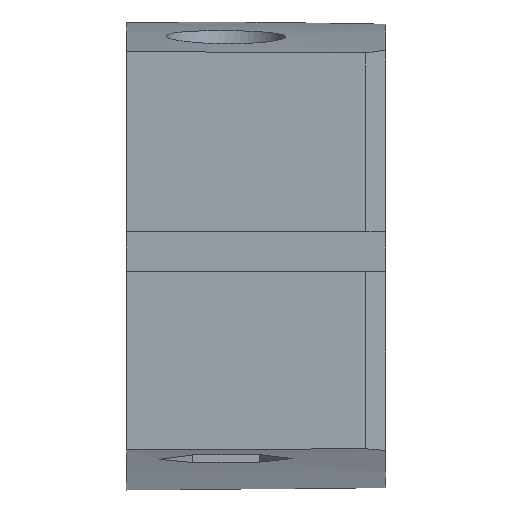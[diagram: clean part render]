
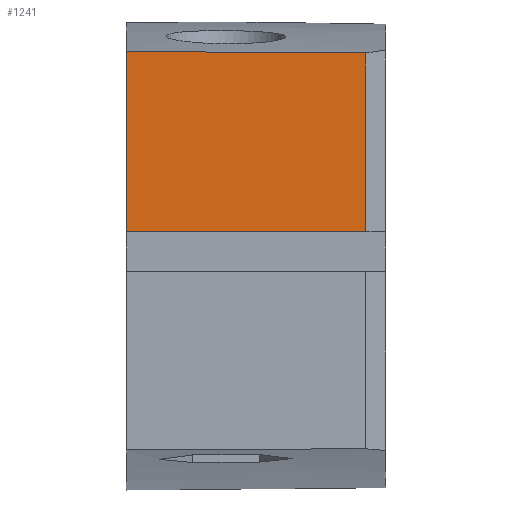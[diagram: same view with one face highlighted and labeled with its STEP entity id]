
A CAD part, front view. The second image highlights one B-rep face of the part: STEP entity #1241.
In plain terms, the highlighted planar face has unit normal (0, -1, 0).
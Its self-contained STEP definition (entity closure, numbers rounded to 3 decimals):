
#119=B_SPLINE_CURVE_WITH_KNOTS('',3,(#2811,#2812,#2813,#2814),
 .UNSPECIFIED.,.F.,.F.,(4,4),(-1.2,0.),.UNSPECIFIED.);
#150=LINE('',#1563,#234);
#161=LINE('',#1619,#245);
#202=LINE('',#2810,#286);
#234=VECTOR('',#1354,10.);
#245=VECTOR('',#1371,10.);
#286=VECTOR('',#1466,10.);
#335=PLANE('',#1310);
#398=FACE_OUTER_BOUND('',#470,.T.);
#470=EDGE_LOOP('',(#1069,#1070,#1071,#1072));
#521=VERTEX_POINT('',#1560);
#522=VERTEX_POINT('',#1562);
#535=VERTEX_POINT('',#1617);
#617=VERTEX_POINT('',#2809);
#648=EDGE_CURVE('',#522,#521,#150,.T.);
#664=EDGE_CURVE('',#521,#535,#161,.T.);
#784=EDGE_CURVE('',#535,#617,#202,.T.);
#785=EDGE_CURVE('',#617,#522,#119,.T.);
#1069=ORIENTED_EDGE('',*,*,#664,.T.);
#1070=ORIENTED_EDGE('',*,*,#784,.T.);
#1071=ORIENTED_EDGE('',*,*,#785,.T.);
#1072=ORIENTED_EDGE('',*,*,#648,.T.);
#1241=ADVANCED_FACE('',(#398),#335,.T.);
#1310=AXIS2_PLACEMENT_3D('',#2808,#1464,#1465);
#1354=DIRECTION('',(0.,0.,-1.));
#1371=DIRECTION('',(1.,0.,0.));
#1464=DIRECTION('center_axis',(0.,-1.,0.));
#1465=DIRECTION('ref_axis',(1.,0.,0.));
#1466=DIRECTION('',(0.,0.,1.));
#1560=CARTESIAN_POINT('',(280.,-26.,0.999));
#1562=CARTESIAN_POINT('',(280.,-26.,10.022));
#1563=CARTESIAN_POINT('',(280.,-26.,1.983));
#1617=CARTESIAN_POINT('',(292.,-26.,0.999));
#1619=CARTESIAN_POINT('',(280.,-26.,0.999));
#2808=CARTESIAN_POINT('Origin',(280.,-26.,0.));
#2809=CARTESIAN_POINT('',(292.,-26.,9.95));
#2810=CARTESIAN_POINT('',(292.,-26.,0.));
#2811=CARTESIAN_POINT('Ctrl Pts',(292.,-26.,9.95));
#2812=CARTESIAN_POINT('Ctrl Pts',(288.,-26.,9.974));
#2813=CARTESIAN_POINT('Ctrl Pts',(284.,-26.,9.998));
#2814=CARTESIAN_POINT('Ctrl Pts',(280.,-26.,10.022));
